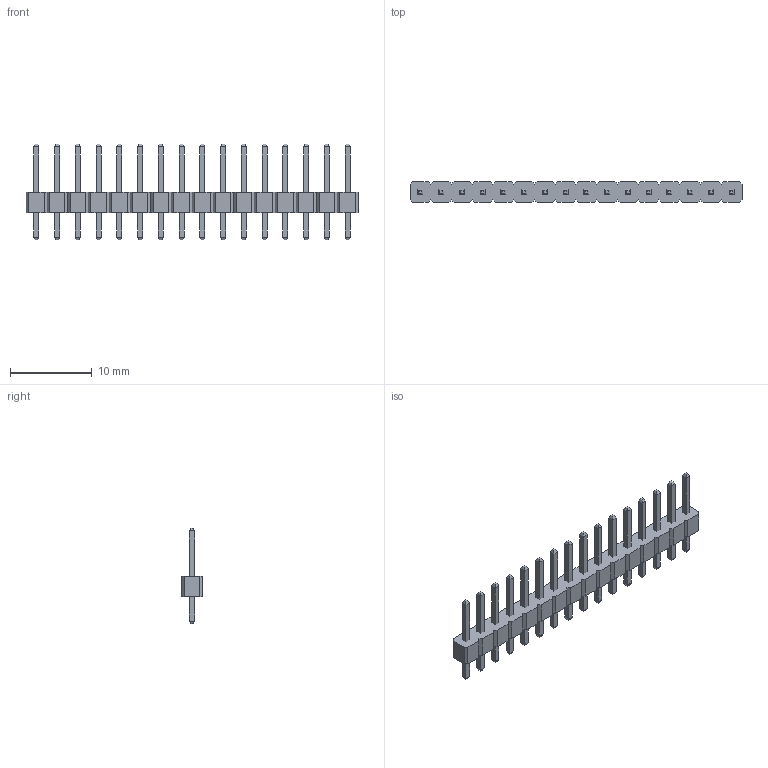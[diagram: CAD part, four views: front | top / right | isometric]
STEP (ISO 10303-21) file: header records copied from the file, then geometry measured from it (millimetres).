
FILE_DESCRIPTION(/* description */ (''),/* implementation_level */ '2;1');
FILE_NAME(/* name */ '5f3dd69d933f190f816bcb78',/* time_stamp */ '2020-08-20T01:49:18+00:00',/* author */ (''),/* organization */ (''),/* preprocessor_version */ 'ST-DEVELOPER v16.7',/* originating_system */ $,/* authorisation */ $);
FILE_SCHEMA (('AUTOMOTIVE_DESIGN {1 0 10303 214 3 1 1}'));
Length unit declared in the file: metre
Products named in the file (33): Part 33; Part 32; Part 31; Part 30; Part 29; Part 28; Part 27; Part 26; Part 25; Part 24; Part 23; Part 22; Part 21; Part 20; Part 19; Part 18; Part 17; Part 16; Part 15; Part 14; Part 13; Part 12; Part 11; Part 10; Part 9; Part 8; Part 7; Part 6; Part 5; Part 4; Plastic; Pin Bottom; Pin Top
Bounding box: 40.64 x 2.54 x 11.68 mm (x, y, z)
Volume: 324.7 mm3; surface area: 924.4 mm2
Topology: 33 solids, 33 shells, 420 faces, 934 edges, 580 vertices
Faces by surface type: plane 420
Entity records: 12026 total; most frequent: CARTESIAN_POINT 1967, ORIENTED_EDGE 1868, DIRECTION 1840, EDGE_CURVE 934, LINE 934, VECTOR 934, VERTEX_POINT 580, AXIS2_PLACEMENT_3D 453
